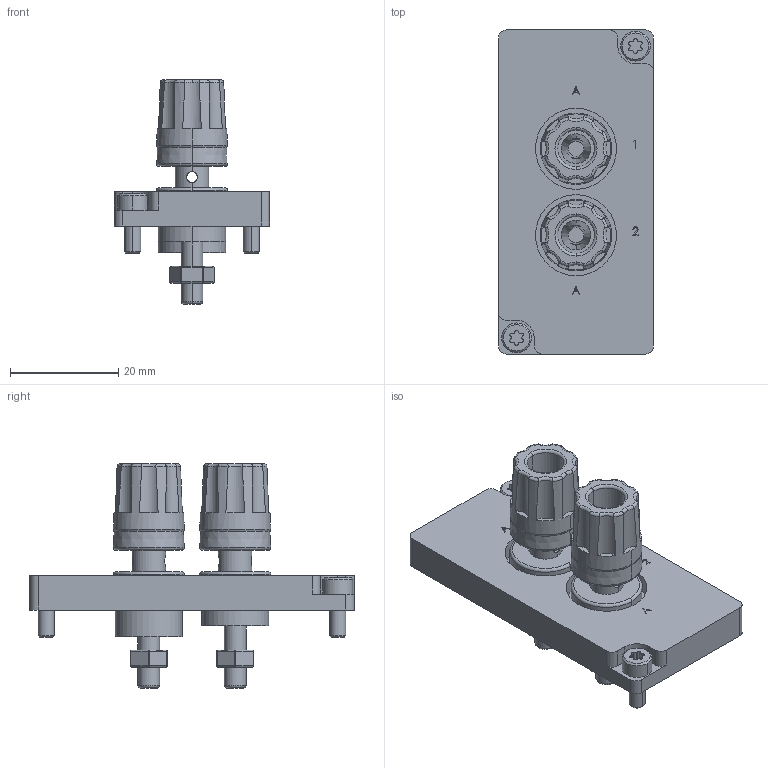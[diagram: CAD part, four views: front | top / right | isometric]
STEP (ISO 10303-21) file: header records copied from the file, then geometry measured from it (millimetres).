
FILE_DESCRIPTION (( 'STEP AP214' ), '1' );
FILE_NAME ('INGUN_35910.STEP', '2022-12-20T14:20:12', ( '' ), ( '' ), 'SwSTEP 2.0', 'SolidWorks 2021', '' );
FILE_SCHEMA (( 'AUTOMOTIVE_DESIGN' ));
Length unit declared in the file: millimetre
Products named in the file (7): INFO_4627~0_S; DIN912~n_M03,0x008; INGUN_35910; 35951~1_S; 8847~0; 3645~0; 35951~1
Assembly tree (7 placements, depth 3):
  INGUN_35910
    35951~1_S
      35951~1
      INFO_4627~0_S
    DIN912~n_M03,0x008  x2
    8847~0
    3645~0
Bounding box: 28.7 x 60 x 41.5 mm (x, y, z)
Volume: 15410.5 mm3; surface area: 9930.8 mm2
Topology: 9 solids, 9 shells, 384 faces, 966 edges, 592 vertices
Faces by surface type: cylinder 162, plane 114, torus 58, sphere 24, cone 20, bspline 6
Entity records: 13737 total; most frequent: CARTESIAN_POINT 2829, DIRECTION 1859, ORIENTED_EDGE 1742, EDGE_CURVE 871, AXIS2_PLACEMENT_3D 768, VERTEX_POINT 546, CIRCLE 408, EDGE_LOOP 389
